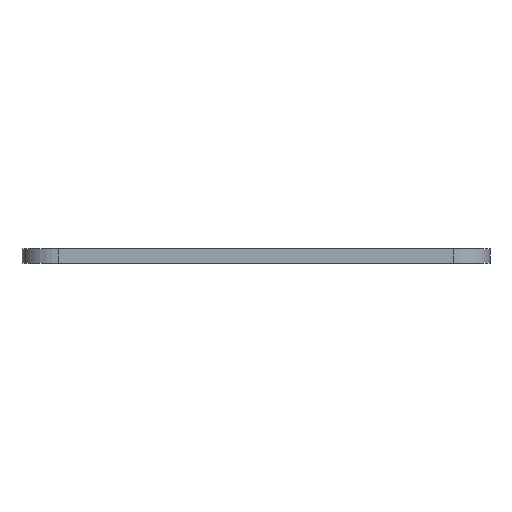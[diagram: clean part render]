
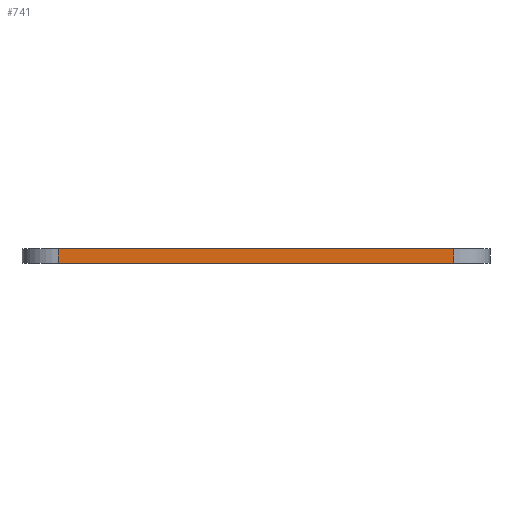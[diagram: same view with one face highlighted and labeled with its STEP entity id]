
A CAD part, left-side view. The second image highlights one B-rep face of the part: STEP entity #741.
In plain terms, the highlighted planar face has unit normal (-1, 0, 0).
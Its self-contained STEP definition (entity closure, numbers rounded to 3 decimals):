
#146 = VERTEX_POINT('',#147);
#147 = CARTESIAN_POINT('',(88.9,-72.39,0.));
#154 = EDGE_CURVE('',#155,#146,#157,.T.);
#155 = VERTEX_POINT('',#156);
#156 = CARTESIAN_POINT('',(88.9,-114.3,0.));
#157 = LINE('',#158,#159);
#158 = CARTESIAN_POINT('',(88.9,-114.3,0.));
#159 = VECTOR('',#160,1.);
#160 = DIRECTION('',(0.,1.,0.));
#430 = VERTEX_POINT('',#431);
#431 = CARTESIAN_POINT('',(88.9,-72.39,1.51));
#438 = EDGE_CURVE('',#439,#430,#441,.T.);
#439 = VERTEX_POINT('',#440);
#440 = CARTESIAN_POINT('',(88.9,-114.3,1.51));
#441 = LINE('',#442,#443);
#442 = CARTESIAN_POINT('',(88.9,-114.3,1.51));
#443 = VECTOR('',#444,1.);
#444 = DIRECTION('',(0.,1.,0.));
#711 = EDGE_CURVE('',#146,#430,#712,.T.);
#712 = LINE('',#713,#714);
#713 = CARTESIAN_POINT('',(88.9,-72.39,0.));
#714 = VECTOR('',#715,1.);
#715 = DIRECTION('',(0.,0.,1.));
#741 = ADVANCED_FACE('',(#742),#753,.T.);
#742 = FACE_BOUND('',#743,.T.);
#743 = EDGE_LOOP('',(#744,#750,#751,#752));
#744 = ORIENTED_EDGE('',*,*,#745,.T.);
#745 = EDGE_CURVE('',#155,#439,#746,.T.);
#746 = LINE('',#747,#748);
#747 = CARTESIAN_POINT('',(88.9,-114.3,0.));
#748 = VECTOR('',#749,1.);
#749 = DIRECTION('',(0.,0.,1.));
#750 = ORIENTED_EDGE('',*,*,#438,.T.);
#751 = ORIENTED_EDGE('',*,*,#711,.F.);
#752 = ORIENTED_EDGE('',*,*,#154,.F.);
#753 = PLANE('',#754);
#754 = AXIS2_PLACEMENT_3D('',#755,#756,#757);
#755 = CARTESIAN_POINT('',(88.9,-114.3,0.));
#756 = DIRECTION('',(-1.,0.,0.));
#757 = DIRECTION('',(0.,1.,0.));
